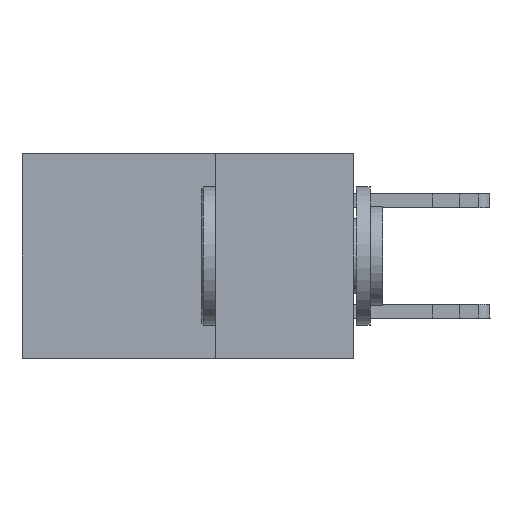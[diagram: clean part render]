
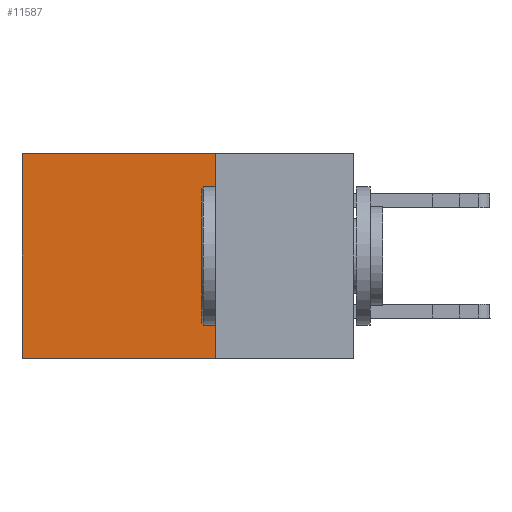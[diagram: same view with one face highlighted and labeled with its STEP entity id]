
A CAD part, left-side view. The second image highlights one B-rep face of the part: STEP entity #11587.
In plain terms, the highlighted planar face has unit normal (-1, 0, 0).
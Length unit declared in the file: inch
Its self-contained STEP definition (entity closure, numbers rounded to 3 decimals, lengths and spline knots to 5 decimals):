
#1020 = LINE ( 'NONE', #5417, #13188 ) ;
#2772 = DIRECTION ( 'NONE',  ( 0., 0., -1. ) ) ;
#3596 = CARTESIAN_POINT ( 'NONE',  ( 0.2875, 0.25, 0. ) ) ;
#3721 = FACE_OUTER_BOUND ( 'NONE', #4462, .T. ) ;
#3890 = EDGE_CURVE ( 'NONE', #10358, #24611, #23786, .T. ) ;
#4357 = CARTESIAN_POINT ( 'NONE',  ( 0.2875, 0.6, 0. ) ) ;
#4462 = EDGE_LOOP ( 'NONE', ( #11162, #8058, #5440, #10462 ) ) ;
#4536 = AXIS2_PLACEMENT_3D ( 'NONE', #10714, #18758, #2772 ) ;
#5417 = CARTESIAN_POINT ( 'NONE',  ( 0.2875, 0.25, -0.37 ) ) ;
#5440 = ORIENTED_EDGE ( 'NONE', *, *, #7105, .F. ) ;
#6273 = DIRECTION ( 'NONE',  ( 0., 0., -1. ) ) ;
#7085 = VERTEX_POINT ( 'NONE', #17263 ) ;
#7105 = EDGE_CURVE ( 'NONE', #10358, #7786, #22657, .T. ) ;
#7786 = VERTEX_POINT ( 'NONE', #25105 ) ;
#8058 = ORIENTED_EDGE ( 'NONE', *, *, #10327, .F. ) ;
#8063 = VECTOR ( 'NONE', #6273, 39.37008 ) ;
#9543 = VECTOR ( 'NONE', #15243, 39.37008 ) ;
#10327 = EDGE_CURVE ( 'NONE', #7786, #7085, #1020, .T. ) ;
#10358 = VERTEX_POINT ( 'NONE', #3596 ) ;
#10462 = ORIENTED_EDGE ( 'NONE', *, *, #3890, .T. ) ;
#10714 = CARTESIAN_POINT ( 'NONE',  ( 0.2875, 0.25, 0. ) ) ;
#11108 = CARTESIAN_POINT ( 'NONE',  ( 0.2875, 0.25, 0. ) ) ;
#11162 = ORIENTED_EDGE ( 'NONE', *, *, #24148, .T. ) ;
#11587 = ADVANCED_FACE ( 'NONE', ( #3721 ), #20522, .F. ) ;
#11648 = VECTOR ( 'NONE', #17668, 39.37008 ) ;
#11805 = LINE ( 'NONE', #4357, #8063 ) ;
#13188 = VECTOR ( 'NONE', #13260, 39.37008 ) ;
#13260 = DIRECTION ( 'NONE',  ( 0., 1., 0. ) ) ;
#15243 = DIRECTION ( 'NONE',  ( 0., 0., -1. ) ) ;
#16528 = CARTESIAN_POINT ( 'NONE',  ( 0.2875, 0.6, 0. ) ) ;
#17152 = CARTESIAN_POINT ( 'NONE',  ( 0.2875, 0.25, 0. ) ) ;
#17263 = CARTESIAN_POINT ( 'NONE',  ( 0.2875, 0.6, -0.37 ) ) ;
#17668 = DIRECTION ( 'NONE',  ( 0., 1., 0. ) ) ;
#18758 = DIRECTION ( 'NONE',  ( 1., 0., 0. ) ) ;
#20522 = PLANE ( 'NONE',  #4536 ) ;
#22657 = LINE ( 'NONE', #11108, #9543 ) ;
#23786 = LINE ( 'NONE', #17152, #11648 ) ;
#24148 = EDGE_CURVE ( 'NONE', #24611, #7085, #11805, .T. ) ;
#24611 = VERTEX_POINT ( 'NONE', #16528 ) ;
#25105 = CARTESIAN_POINT ( 'NONE',  ( 0.2875, 0.25, -0.37 ) ) ;
